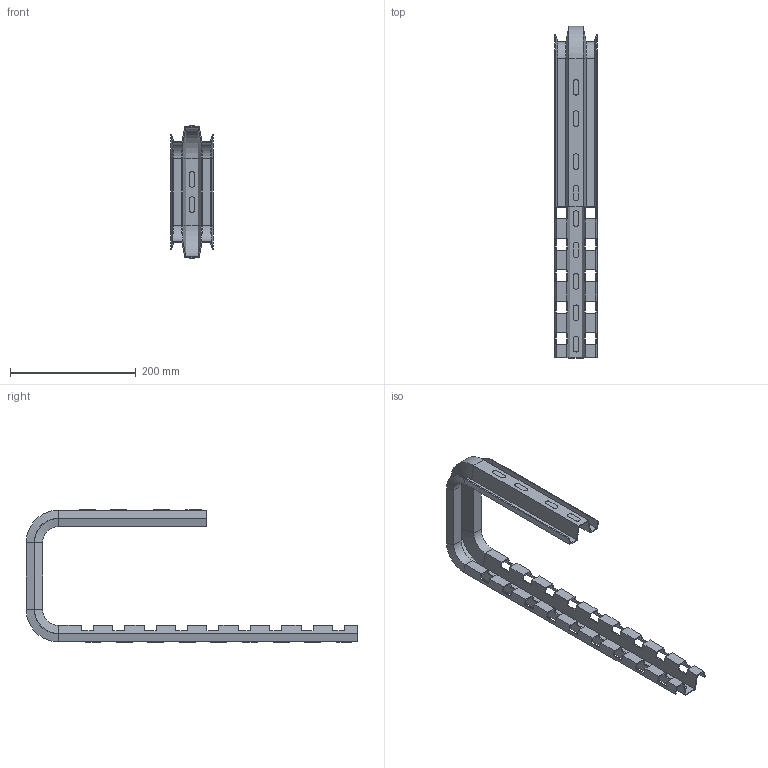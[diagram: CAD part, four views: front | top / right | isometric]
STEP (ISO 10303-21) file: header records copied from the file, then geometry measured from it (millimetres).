
FILE_DESCRIPTION(/* description */ (''),/* implementation_level */ '2;1');
FILE_NAME(/* name */ '556350.stp',/* time_stamp */ '2025-12-05T09:48:51+01:00',/* author */ ('mael.lecharpentier'),/* organization */ (''),/* preprocessor_version */ 'ST-DEVELOPER v20',/* originating_system */ 'AutoCAD Mechanical',/* authorisation */ '');
FILE_SCHEMA (('AUTOMOTIVE_DESIGN { 1 0 10303 214 3 1 1 }'));
Length unit declared in the file: millimetre
Products named in the file (1): Product
Bounding box: 68.39 x 528.7 x 210.4 mm (x, y, z)
Volume: 187690.1 mm3; surface area: 227329.2 mm2
Topology: 1 solids, 31 shells, 220 faces, 728 edges, 504 vertices
Faces by surface type: plane 188, cone 20, cylinder 12
Entity records: 7971 total; most frequent: CARTESIAN_POINT 1453, ORIENTED_EDGE 1336, DIRECTION 1262, EDGE_CURVE 728, LINE 636, VECTOR 636, VERTEX_POINT 504, AXIS2_PLACEMENT_3D 313
